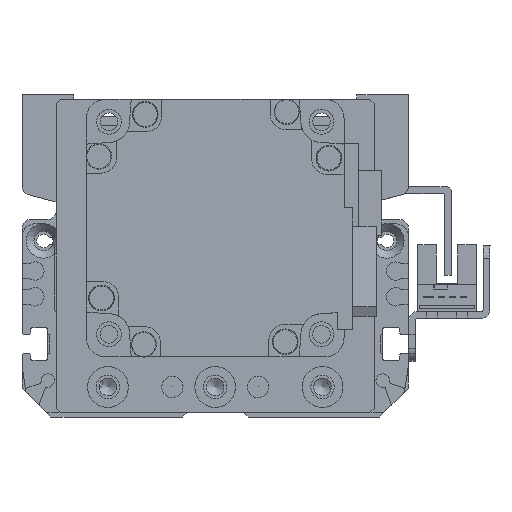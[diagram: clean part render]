
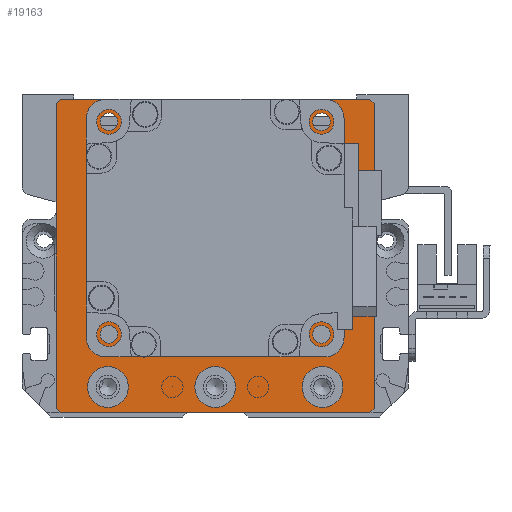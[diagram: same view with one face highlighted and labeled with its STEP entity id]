
A CAD part, left-side view. The second image highlights one B-rep face of the part: STEP entity #19163.
In plain terms, the highlighted face is planar.
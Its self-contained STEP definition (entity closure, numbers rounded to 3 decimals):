
#600=FACE_BOUND('',#3114,.T.);
#601=FACE_BOUND('',#3115,.T.);
#602=FACE_BOUND('',#3116,.T.);
#603=FACE_BOUND('',#3117,.T.);
#604=FACE_BOUND('',#3118,.T.);
#605=FACE_BOUND('',#3119,.T.);
#606=FACE_BOUND('',#3120,.T.);
#607=FACE_BOUND('',#3121,.T.);
#1008=PLANE('',#21236);
#1853=FACE_OUTER_BOUND('',#3113,.T.);
#3113=EDGE_LOOP('',(#15904,#15905,#15906,#15907,#15908,#15909,#15910,#15911));
#3114=EDGE_LOOP('',(#15912));
#3115=EDGE_LOOP('',(#15913));
#3116=EDGE_LOOP('',(#15914));
#3117=EDGE_LOOP('',(#15915));
#3118=EDGE_LOOP('',(#15916));
#3119=EDGE_LOOP('',(#15917));
#3120=EDGE_LOOP('',(#15918));
#3121=EDGE_LOOP('',(#15919));
#4635=LINE('',#31709,#6299);
#4641=LINE('',#31720,#6305);
#4648=LINE('',#31755,#6312);
#4651=LINE('',#31760,#6315);
#4657=LINE('',#31781,#6321);
#4660=LINE('',#31786,#6324);
#4661=LINE('',#31789,#6325);
#4669=LINE('',#31828,#6333);
#6299=VECTOR('',#25403,10.);
#6305=VECTOR('',#25411,10.);
#6312=VECTOR('',#25442,10.);
#6315=VECTOR('',#25447,10.);
#6321=VECTOR('',#25471,10.);
#6324=VECTOR('',#25476,10.);
#6325=VECTOR('',#25479,10.);
#6333=VECTOR('',#25529,10.);
#7611=CIRCLE('',#21205,4.75);
#7614=CIRCLE('',#21211,4.75);
#7617=CIRCLE('',#21217,4.75);
#7619=CIRCLE('',#21223,2.067);
#7620=CIRCLE('',#21225,2.067);
#7621=CIRCLE('',#21227,2.067);
#7622=CIRCLE('',#21229,2.067);
#7625=CIRCLE('',#21234,25.);
#9078=VERTEX_POINT('',#31707);
#9079=VERTEX_POINT('',#31708);
#9083=VERTEX_POINT('',#31718);
#9099=VERTEX_POINT('',#31754);
#9100=VERTEX_POINT('',#31758);
#9106=VERTEX_POINT('',#31780);
#9107=VERTEX_POINT('',#31784);
#9108=VERTEX_POINT('',#31788);
#9111=VERTEX_POINT('',#31797);
#9114=VERTEX_POINT('',#31808);
#9117=VERTEX_POINT('',#31819);
#9119=VERTEX_POINT('',#31830);
#9120=VERTEX_POINT('',#31834);
#9121=VERTEX_POINT('',#31838);
#9122=VERTEX_POINT('',#31842);
#9125=VERTEX_POINT('',#31851);
#11436=EDGE_CURVE('',#9078,#9079,#4635,.T.);
#11442=EDGE_CURVE('',#9078,#9083,#4641,.T.);
#11459=EDGE_CURVE('',#9099,#9083,#4648,.T.);
#11462=EDGE_CURVE('',#9099,#9100,#4651,.T.);
#11471=EDGE_CURVE('',#9106,#9100,#4657,.T.);
#11474=EDGE_CURVE('',#9106,#9107,#4660,.T.);
#11475=EDGE_CURVE('',#9108,#9107,#4661,.T.);
#11479=EDGE_CURVE('',#9111,#9111,#7611,.T.);
#11484=EDGE_CURVE('',#9114,#9114,#7614,.T.);
#11489=EDGE_CURVE('',#9117,#9117,#7617,.T.);
#11493=EDGE_CURVE('',#9108,#9079,#4669,.T.);
#11494=EDGE_CURVE('',#9119,#9119,#7619,.T.);
#11496=EDGE_CURVE('',#9120,#9120,#7620,.T.);
#11498=EDGE_CURVE('',#9121,#9121,#7621,.T.);
#11500=EDGE_CURVE('',#9122,#9122,#7622,.T.);
#11504=EDGE_CURVE('',#9125,#9125,#7625,.T.);
#15904=ORIENTED_EDGE('',*,*,#11436,.F.);
#15905=ORIENTED_EDGE('',*,*,#11442,.T.);
#15906=ORIENTED_EDGE('',*,*,#11459,.F.);
#15907=ORIENTED_EDGE('',*,*,#11462,.T.);
#15908=ORIENTED_EDGE('',*,*,#11471,.F.);
#15909=ORIENTED_EDGE('',*,*,#11474,.T.);
#15910=ORIENTED_EDGE('',*,*,#11475,.F.);
#15911=ORIENTED_EDGE('',*,*,#11493,.T.);
#15912=ORIENTED_EDGE('',*,*,#11479,.T.);
#15913=ORIENTED_EDGE('',*,*,#11484,.T.);
#15914=ORIENTED_EDGE('',*,*,#11489,.T.);
#15915=ORIENTED_EDGE('',*,*,#11494,.T.);
#15916=ORIENTED_EDGE('',*,*,#11496,.T.);
#15917=ORIENTED_EDGE('',*,*,#11498,.T.);
#15918=ORIENTED_EDGE('',*,*,#11500,.T.);
#15919=ORIENTED_EDGE('',*,*,#11504,.T.);
#19163=ADVANCED_FACE('',(#1853,#600,#601,#602,#603,#604,#605,#606,#607),
#1008,.T.);
#21205=AXIS2_PLACEMENT_3D('',#31798,#25489,#25490);
#21211=AXIS2_PLACEMENT_3D('',#31809,#25503,#25504);
#21217=AXIS2_PLACEMENT_3D('',#31820,#25517,#25518);
#21223=AXIS2_PLACEMENT_3D('',#31831,#25532,#25533);
#21225=AXIS2_PLACEMENT_3D('',#31835,#25537,#25538);
#21227=AXIS2_PLACEMENT_3D('',#31839,#25542,#25543);
#21229=AXIS2_PLACEMENT_3D('',#31843,#25547,#25548);
#21234=AXIS2_PLACEMENT_3D('',#31852,#25558,#25559);
#21236=AXIS2_PLACEMENT_3D('',#31856,#25564,#25565);
#25403=DIRECTION('',(0.707,-0.707,0.));
#25411=DIRECTION('',(-1.,0.,0.));
#25442=DIRECTION('',(0.707,0.707,0.));
#25447=DIRECTION('',(0.,-1.,0.));
#25471=DIRECTION('',(-0.707,0.707,0.));
#25476=DIRECTION('',(1.,0.,0.));
#25479=DIRECTION('',(-0.707,-0.707,0.));
#25489=DIRECTION('center_axis',(0.,0.,-1.));
#25490=DIRECTION('ref_axis',(1.,0.,0.));
#25503=DIRECTION('center_axis',(0.,0.,-1.));
#25504=DIRECTION('ref_axis',(1.,0.,0.));
#25517=DIRECTION('center_axis',(0.,0.,-1.));
#25518=DIRECTION('ref_axis',(1.,0.,0.));
#25529=DIRECTION('',(0.,1.,0.));
#25532=DIRECTION('center_axis',(0.,0.,-1.));
#25533=DIRECTION('ref_axis',(1.,0.,0.));
#25537=DIRECTION('center_axis',(0.,0.,-1.));
#25538=DIRECTION('ref_axis',(1.,0.,0.));
#25542=DIRECTION('center_axis',(0.,0.,-1.));
#25543=DIRECTION('ref_axis',(1.,0.,0.));
#25547=DIRECTION('center_axis',(0.,0.,-1.));
#25548=DIRECTION('ref_axis',(1.,0.,0.));
#25558=DIRECTION('center_axis',(0.,0.,-1.));
#25559=DIRECTION('ref_axis',(1.,0.,0.));
#25564=DIRECTION('center_axis',(0.,0.,1.));
#25565=DIRECTION('ref_axis',(1.,0.,0.));
#31707=CARTESIAN_POINT('',(36.,37.5,59.));
#31708=CARTESIAN_POINT('',(37.,36.5,59.));
#31709=CARTESIAN_POINT('',(36.625,36.875,59.));
#31718=CARTESIAN_POINT('',(-36.,37.5,59.));
#31720=CARTESIAN_POINT('',(37.,37.5,59.));
#31754=CARTESIAN_POINT('',(-37.,36.5,59.));
#31755=CARTESIAN_POINT('',(-36.625,36.875,59.));
#31758=CARTESIAN_POINT('',(-37.,-34.5,59.));
#31760=CARTESIAN_POINT('',(-37.,35.5,59.));
#31780=CARTESIAN_POINT('',(-36.,-35.5,59.));
#31781=CARTESIAN_POINT('',(-36.125,-35.375,59.));
#31784=CARTESIAN_POINT('',(36.,-35.5,59.));
#31786=CARTESIAN_POINT('',(-37.,-35.5,59.));
#31788=CARTESIAN_POINT('',(37.,-34.5,59.));
#31789=CARTESIAN_POINT('',(36.125,-35.375,59.));
#31797=CARTESIAN_POINT('',(-29.75,-29.5,59.));
#31798=CARTESIAN_POINT('Origin',(-25.,-29.5,59.));
#31808=CARTESIAN_POINT('',(-4.75,-29.5,59.));
#31809=CARTESIAN_POINT('Origin',(0.,-29.5,59.));
#31819=CARTESIAN_POINT('',(20.25,-29.5,59.));
#31820=CARTESIAN_POINT('Origin',(25.,-29.5,59.));
#31828=CARTESIAN_POINT('',(37.,-35.5,59.));
#31830=CARTESIAN_POINT('',(-26.816,-17.249,59.));
#31831=CARTESIAN_POINT('Origin',(-24.749,-17.249,59.));
#31834=CARTESIAN_POINT('',(-26.816,32.249,59.));
#31835=CARTESIAN_POINT('Origin',(-24.749,32.249,59.));
#31838=CARTESIAN_POINT('',(22.682,32.249,59.));
#31839=CARTESIAN_POINT('Origin',(24.749,32.249,59.));
#31842=CARTESIAN_POINT('',(22.682,-17.249,59.));
#31843=CARTESIAN_POINT('Origin',(24.749,-17.249,59.));
#31851=CARTESIAN_POINT('',(-25.,7.5,59.));
#31852=CARTESIAN_POINT('Origin',(0.,7.5,59.));
#31856=CARTESIAN_POINT('Origin',(0.,0.,
59.));
